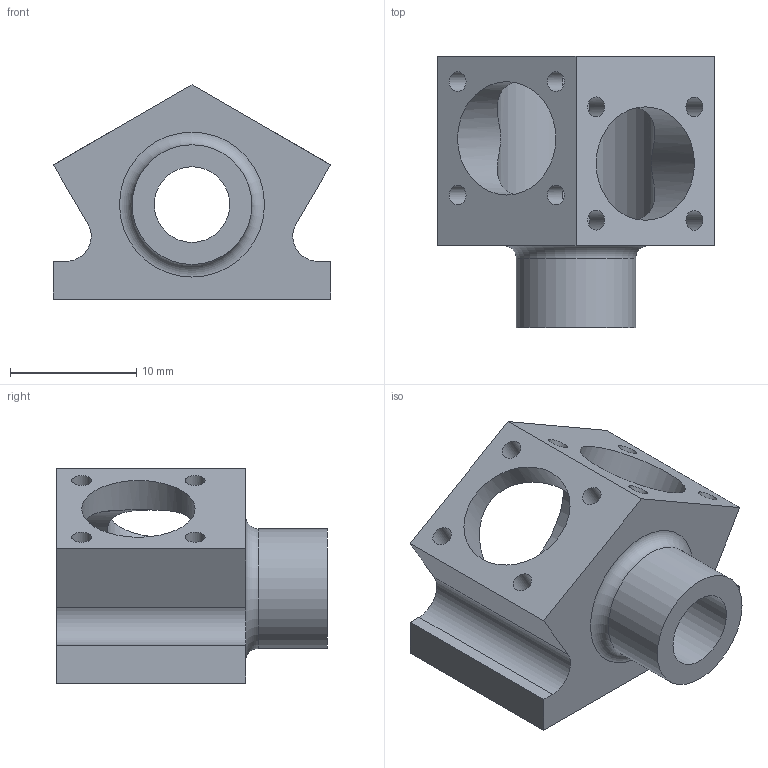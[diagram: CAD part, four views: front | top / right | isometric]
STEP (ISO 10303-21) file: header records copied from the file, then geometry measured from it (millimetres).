
FILE_DESCRIPTION(('Open CASCADE Model'),'2;1');
FILE_NAME('Open CASCADE Shape Model','2021-01-08T16:33:54',('Author'),( 'Open CASCADE'),'Open CASCADE STEP processor 7.5','Open CASCADE 7.5' ,'Unknown');
FILE_SCHEMA(('AUTOMOTIVE_DESIGN { 1 0 10303 214 1 1 1 1 }'));
Length unit declared in the file: millimetre
Products named in the file (1): Open CASCADE STEP translator 7.5 1
Bounding box: 22 x 21.5 x 17 mm (x, y, z)
Volume: 2267.2 mm3; surface area: 2523.4 mm2
Topology: 1 solids, 1 shells, 41 faces, 108 edges, 70 vertices
Faces by surface type: cylinder 17, plane 13, cone 10, torus 1
Full cylindrical faces by diameter (mm): 1.567 x10, 6 x1, 9 x2, 9.5 x1, 12.5 x1
Entity records: 4144 total; most frequent: CARTESIAN_POINT 2144, DIRECTION 339, ORIENTED_EDGE 204, PCURVE 204, DEFINITIONAL_REPRESENTATION 204, LINE 178, VECTOR 178, EDGE_CURVE 102
